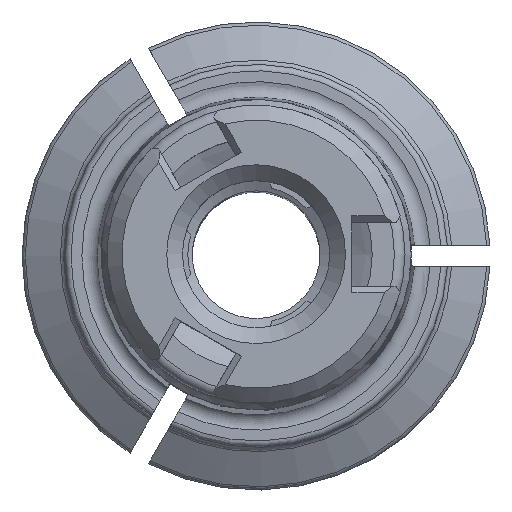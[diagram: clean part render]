
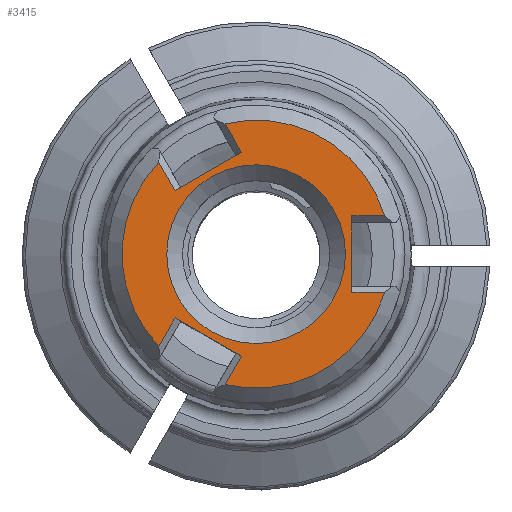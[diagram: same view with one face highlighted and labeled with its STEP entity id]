
A CAD part, top view. The second image highlights one B-rep face of the part: STEP entity #3415.
In plain terms, the highlighted planar face has unit normal (0, 0, 1).
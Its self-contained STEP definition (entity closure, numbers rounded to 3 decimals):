
#67=PLANE('',#3653);
#142=LINE('',#5198,#253);
#143=LINE('',#5201,#254);
#144=LINE('',#5205,#255);
#145=LINE('',#5207,#256);
#146=LINE('',#5209,#257);
#147=LINE('',#5213,#258);
#148=LINE('',#5215,#259);
#149=LINE('',#5217,#260);
#150=LINE('',#5221,#261);
#253=VECTOR('',#4150,1000.);
#254=VECTOR('',#4151,1000.);
#255=VECTOR('',#4154,1000.);
#256=VECTOR('',#4155,1000.);
#257=VECTOR('',#4156,1000.);
#258=VECTOR('',#4159,1000.);
#259=VECTOR('',#4160,1000.);
#260=VECTOR('',#4161,1000.);
#261=VECTOR('',#4164,1000.);
#931=ORIENTED_EDGE('',*,*,#1457,.F.);
#932=ORIENTED_EDGE('',*,*,#1458,.T.);
#933=ORIENTED_EDGE('',*,*,#1459,.T.);
#934=ORIENTED_EDGE('',*,*,#1460,.T.);
#935=ORIENTED_EDGE('',*,*,#1461,.T.);
#936=ORIENTED_EDGE('',*,*,#1462,.T.);
#937=ORIENTED_EDGE('',*,*,#1463,.T.);
#938=ORIENTED_EDGE('',*,*,#1464,.T.);
#939=ORIENTED_EDGE('',*,*,#1465,.T.);
#940=ORIENTED_EDGE('',*,*,#1466,.T.);
#941=ORIENTED_EDGE('',*,*,#1467,.T.);
#942=ORIENTED_EDGE('',*,*,#1468,.T.);
#943=ORIENTED_EDGE('',*,*,#1469,.T.);
#1457=EDGE_CURVE('',#1762,#1762,#1959,.T.);
#1458=EDGE_CURVE('',#1763,#1764,#142,.T.);
#1459=EDGE_CURVE('',#1764,#1765,#143,.T.);
#1460=EDGE_CURVE('',#1765,#1766,#1960,.T.);
#1461=EDGE_CURVE('',#1766,#1767,#144,.T.);
#1462=EDGE_CURVE('',#1767,#1768,#145,.T.);
#1463=EDGE_CURVE('',#1768,#1769,#146,.T.);
#1464=EDGE_CURVE('',#1769,#1770,#1961,.T.);
#1465=EDGE_CURVE('',#1770,#1771,#147,.T.);
#1466=EDGE_CURVE('',#1771,#1772,#148,.T.);
#1467=EDGE_CURVE('',#1772,#1773,#149,.T.);
#1468=EDGE_CURVE('',#1773,#1774,#1962,.T.);
#1469=EDGE_CURVE('',#1774,#1763,#150,.T.);
#1762=VERTEX_POINT('',#5197);
#1763=VERTEX_POINT('',#5199);
#1764=VERTEX_POINT('',#5200);
#1765=VERTEX_POINT('',#5202);
#1766=VERTEX_POINT('',#5204);
#1767=VERTEX_POINT('',#5206);
#1768=VERTEX_POINT('',#5208);
#1769=VERTEX_POINT('',#5210);
#1770=VERTEX_POINT('',#5212);
#1771=VERTEX_POINT('',#5214);
#1772=VERTEX_POINT('',#5216);
#1773=VERTEX_POINT('',#5218);
#1774=VERTEX_POINT('',#5220);
#1959=CIRCLE('',#3654,4.2);
#1960=CIRCLE('',#3655,6.3);
#1961=CIRCLE('',#3656,6.3);
#1962=CIRCLE('',#3657,6.3);
#2102=EDGE_LOOP('',(#931));
#2103=EDGE_LOOP('',(#932,#933,#934,#935,#936,#937,#938,#939,#940,#941,#942,
#943));
#2273=FACE_BOUND('',#2102,.T.);
#2274=FACE_BOUND('',#2103,.T.);
#3415=ADVANCED_FACE('',(#2273,#2274),#67,.T.);
#3653=AXIS2_PLACEMENT_3D('',#5195,#4146,#4147);
#3654=AXIS2_PLACEMENT_3D('',#5196,#4148,#4149);
#3655=AXIS2_PLACEMENT_3D('',#5203,#4152,#4153);
#3656=AXIS2_PLACEMENT_3D('',#5211,#4157,#4158);
#3657=AXIS2_PLACEMENT_3D('',#5219,#4162,#4163);
#4146=DIRECTION('',(0.,0.,1.));
#4147=DIRECTION('',(1.,0.,0.));
#4148=DIRECTION('',(0.,0.,1.));
#4149=DIRECTION('',(1.,0.,0.));
#4150=DIRECTION('',(0.866,-0.5,0.));
#4151=DIRECTION('',(-0.5,-0.866,0.));
#4152=DIRECTION('',(0.,0.,1.));
#4153=DIRECTION('',(1.,0.,0.));
#4154=DIRECTION('',(-1.,0.,0.));
#4155=DIRECTION('',(0.,1.,0.));
#4156=DIRECTION('',(1.,0.,0.));
#4157=DIRECTION('',(0.,0.,1.));
#4158=DIRECTION('',(1.,0.,0.));
#4159=DIRECTION('',(0.5,-0.866,0.));
#4160=DIRECTION('',(-0.866,-0.5,0.));
#4161=DIRECTION('',(-0.5,0.866,0.));
#4162=DIRECTION('',(0.,0.,1.));
#4163=DIRECTION('',(1.,0.,0.));
#4164=DIRECTION('',(0.5,0.866,0.));
#5195=CARTESIAN_POINT('',(0.,4.2,50.5));
#5196=CARTESIAN_POINT('',(0.,0.,50.5));
#5197=CARTESIAN_POINT('',(4.2,0.,50.5));
#5198=CARTESIAN_POINT('',(-3.549,-3.147,50.5));
#5199=CARTESIAN_POINT('',(-3.809,-2.997,50.5));
#5200=CARTESIAN_POINT('',(-0.691,-4.797,50.5));
#5201=CARTESIAN_POINT('',(3.377,2.25,50.5));
#5202=CARTESIAN_POINT('',(-1.46,-6.129,50.5));
#5203=CARTESIAN_POINT('',(0.,0.,50.5));
#5204=CARTESIAN_POINT('',(6.037,-1.8,50.5));
#5205=CARTESIAN_POINT('',(0.,-1.8,50.5));
#5206=CARTESIAN_POINT('',(4.5,-1.8,50.5));
#5207=CARTESIAN_POINT('',(4.5,-1.5,50.5));
#5208=CARTESIAN_POINT('',(4.5,1.8,50.5));
#5209=CARTESIAN_POINT('',(0.,1.8,50.5));
#5210=CARTESIAN_POINT('',(6.037,1.8,50.5));
#5211=CARTESIAN_POINT('',(0.,0.,50.5));
#5212=CARTESIAN_POINT('',(-1.46,6.129,50.5));
#5213=CARTESIAN_POINT('',(-0.26,4.05,50.5));
#5214=CARTESIAN_POINT('',(-0.691,4.797,50.5));
#5215=CARTESIAN_POINT('',(-0.951,4.647,50.5));
#5216=CARTESIAN_POINT('',(-3.809,2.997,50.5));
#5217=CARTESIAN_POINT('',(-3.377,2.25,50.5));
#5218=CARTESIAN_POINT('',(-4.578,4.329,50.5));
#5219=CARTESIAN_POINT('',(0.,0.,50.5));
#5220=CARTESIAN_POINT('',(-4.578,-4.329,50.5));
#5221=CARTESIAN_POINT('',(0.26,4.05,50.5));
